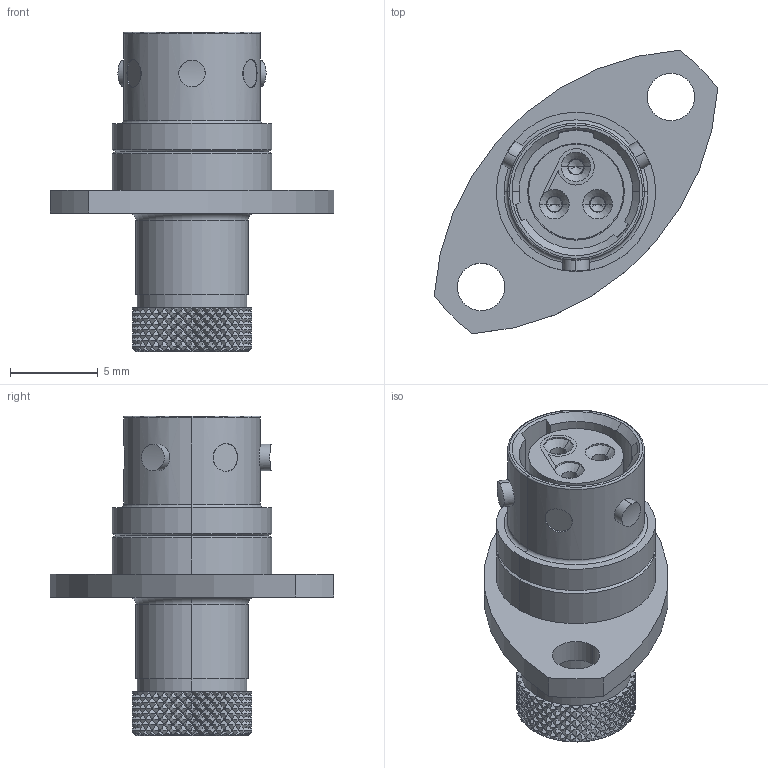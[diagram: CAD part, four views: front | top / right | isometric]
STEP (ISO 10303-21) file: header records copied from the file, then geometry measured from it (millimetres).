
FILE_DESCRIPTION (( 'STEP AP214' ), '1' );
FILE_NAME ('ASX002-03SB.STEP', '2016-05-04T15:26:21', ( 'TE Connectivity' ), ( 'TE Connectivity' ), 'SwSTEP 2.0', 'SolidWorks 2014', '' );
FILE_SCHEMA (( 'AUTOMOTIVE_DESIGN' ));
Length unit declared in the file: millimetre
Products named in the file (1): ASX002-03SB
Bounding box: 16.16 x 16.16 x 18.2 mm (x, y, z)
Volume: 784.1 mm3; surface area: 1626 mm2
Topology: 1 solids, 6 shells, 1956 faces, 4049 edges, 2139 vertices
Faces by surface type: bspline 1189, cylinder 456, cone 116, plane 111, torus 84
Entity records: 132701 total; most frequent: CARTESIAN_POINT 83502, ORIENTED_EDGE 8086, EDGE_CURVE 4043, DIRECTION 3158, VERTEX_POINT 2139, EDGE_LOOP 2006, FACE_OUTER_BOUND 1956, ADVANCED_FACE 1956
